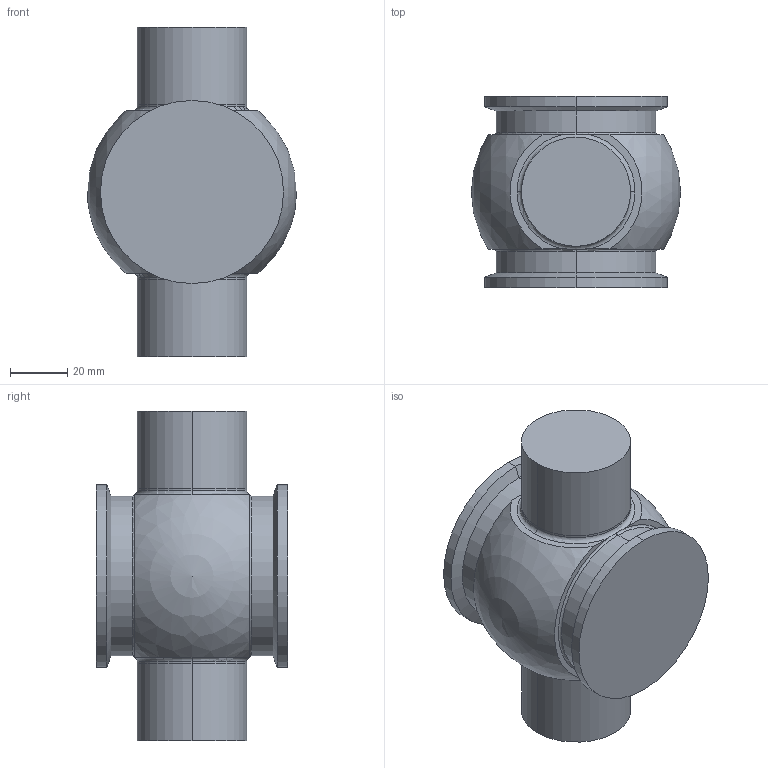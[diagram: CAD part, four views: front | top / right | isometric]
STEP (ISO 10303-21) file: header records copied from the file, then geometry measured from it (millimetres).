
FILE_DESCRIPTION (( 'STEP AP214' ), '1' );
FILE_NAME ('106262.STEP', '2017-11-02T21:00:52', ( '' ), ( '' ), 'SwSTEP 2.0', 'SolidWorks 2014', '' );
FILE_SCHEMA (( 'AUTOMOTIVE_DESIGN' ));
Length unit declared in the file: inch
Products named in the file (1): 106262
Bounding box: 73 x 66.8 x 115.06 mm (x, y, z)
Volume: 275324.5 mm3; surface area: 28787.8 mm2
Topology: 1 solids, 1 shells, 42 faces, 106 edges, 64 vertices
Faces by surface type: cylinder 16, plane 12, torus 8, cone 4, sphere 2
Entity records: 1308 total; most frequent: CARTESIAN_POINT 283, DIRECTION 226, ORIENTED_EDGE 200, EDGE_CURVE 100, AXIS2_PLACEMENT_3D 99, VERTEX_POINT 60, CIRCLE 56, EDGE_LOOP 42
